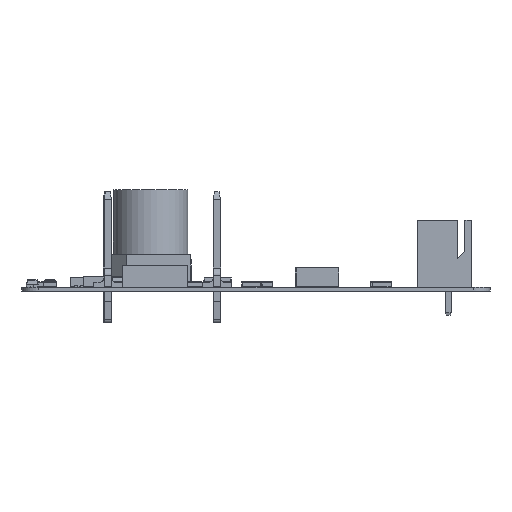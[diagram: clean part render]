
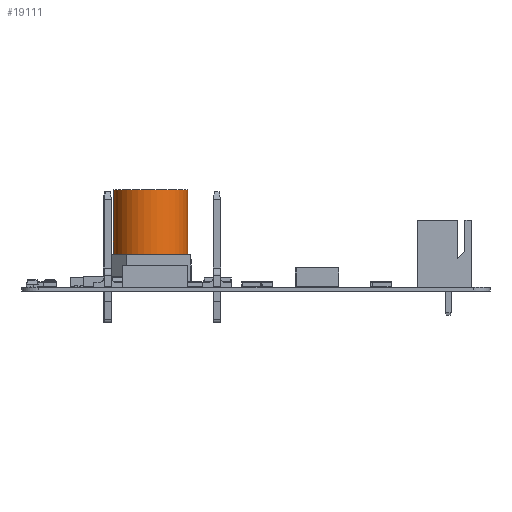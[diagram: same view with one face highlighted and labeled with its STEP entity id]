
A CAD part, left-side view. The second image highlights one B-rep face of the part: STEP entity #19111.
In plain terms, the highlighted cylindrical face has radius 4 mm (diameter 8 mm), a full revolution.
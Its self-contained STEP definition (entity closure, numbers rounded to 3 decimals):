
#19111 = ADVANCED_FACE('',(#19112),#19139,.T.);
#19112 = FACE_BOUND('',#19113,.T.);
#19113 = EDGE_LOOP('',(#19114,#19123,#19131,#19138));
#19114 = ORIENTED_EDGE('',*,*,#19115,.T.);
#19115 = EDGE_CURVE('',#19116,#19116,#19118,.T.);
#19116 = VERTEX_POINT('',#19117);
#19117 = CARTESIAN_POINT('',(4.,0.,0.));
#19118 = CIRCLE('',#19119,4.);
#19119 = AXIS2_PLACEMENT_3D('',#19120,#19121,#19122);
#19120 = CARTESIAN_POINT('',(0.,0.,0.));
#19121 = DIRECTION('',(0.,0.,1.));
#19122 = DIRECTION('',(1.,0.,0.));
#19123 = ORIENTED_EDGE('',*,*,#19124,.T.);
#19124 = EDGE_CURVE('',#19116,#19125,#19127,.T.);
#19125 = VERTEX_POINT('',#19126);
#19126 = CARTESIAN_POINT('',(4.,0.,10.5));
#19127 = LINE('',#19128,#19129);
#19128 = CARTESIAN_POINT('',(4.,0.,0.));
#19129 = VECTOR('',#19130,1.);
#19130 = DIRECTION('',(0.,0.,1.));
#19131 = ORIENTED_EDGE('',*,*,#19132,.F.);
#19132 = EDGE_CURVE('',#19125,#19125,#19133,.T.);
#19133 = CIRCLE('',#19134,4.);
#19134 = AXIS2_PLACEMENT_3D('',#19135,#19136,#19137);
#19135 = CARTESIAN_POINT('',(0.,0.,10.5));
#19136 = DIRECTION('',(0.,0.,1.));
#19137 = DIRECTION('',(1.,0.,0.));
#19138 = ORIENTED_EDGE('',*,*,#19124,.F.);
#19139 = CYLINDRICAL_SURFACE('',#19140,4.);
#19140 = AXIS2_PLACEMENT_3D('',#19141,#19142,#19143);
#19141 = CARTESIAN_POINT('',(0.,0.,0.));
#19142 = DIRECTION('',(0.,0.,-1.));
#19143 = DIRECTION('',(1.,0.,0.));
